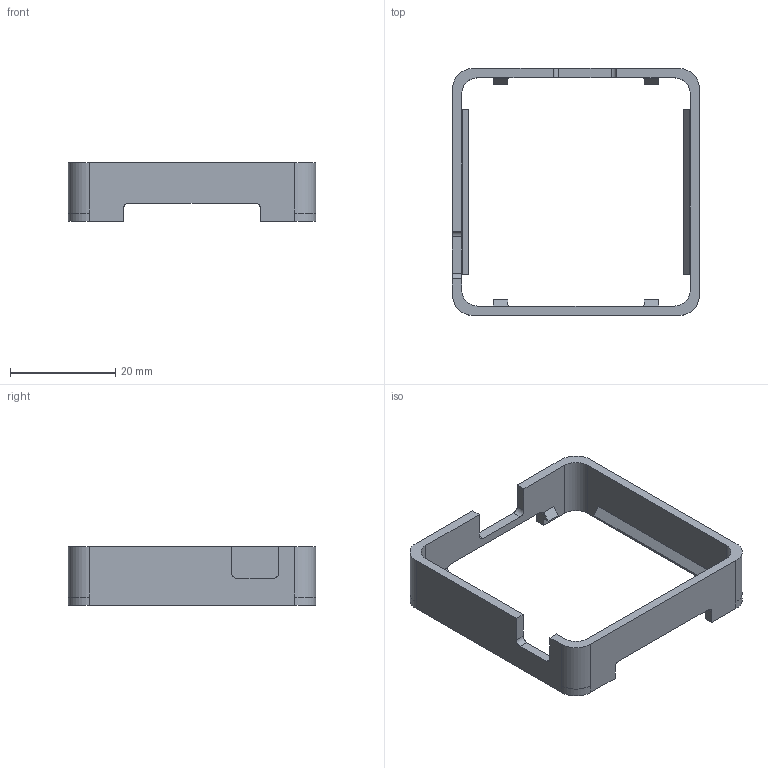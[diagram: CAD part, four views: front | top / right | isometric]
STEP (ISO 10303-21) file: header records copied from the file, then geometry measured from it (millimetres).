
FILE_DESCRIPTION(('FreeCAD Model'),'2;1');
FILE_NAME('body_case2.step', '2020-03-07T15:32:28',('Anool'),('Wyolum'), 'Open CASCADE STEP processor 7.3','FreeCAD','Unknown');
FILE_SCHEMA(('AUTOMOTIVE_DESIGN { 1 0 10303 214 1 1 1 1 }'));
Length unit declared in the file: millimetre
Products named in the file (1): body_case
Bounding box: 47 x 47 x 11.2 mm (x, y, z)
Volume: 3094.1 mm3; surface area: 4135.1 mm2
Topology: 1 solids, 1 shells, 74 faces, 208 edges, 136 vertices
Faces by surface type: plane 54, cylinder 20
Entity records: 2397 total; most frequent: CARTESIAN_POINT 419, ORIENTED_EDGE 416, DIRECTION 402, EDGE_CURVE 208, LINE 164, VECTOR 164, VERTEX_POINT 136, AXIS2_PLACEMENT_3D 119
